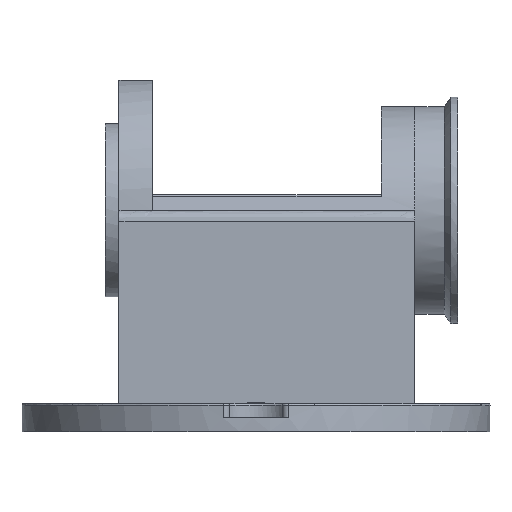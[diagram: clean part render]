
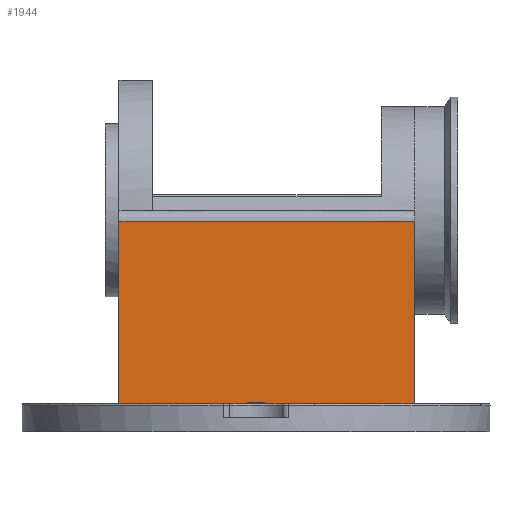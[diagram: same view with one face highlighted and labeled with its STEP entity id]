
A CAD part, front view. The second image highlights one B-rep face of the part: STEP entity #1944.
In plain terms, the highlighted free-form (B-spline) face has degree [1, 1] with [2, 2] control points.
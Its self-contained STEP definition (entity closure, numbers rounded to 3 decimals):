
#119 = CARTESIAN_POINT ( 'NONE',  ( 0.342, -12.938, -17.653 ) ) ;
#197 = CARTESIAN_POINT ( 'NONE',  ( -11.557, -12.938, -16.897 ) ) ;
#235 = VERTEX_POINT ( 'NONE', #8945 ) ;
#294 = CARTESIAN_POINT ( 'NONE',  ( -11.557, -12.938, -4.863 ) ) ;
#321 = EDGE_CURVE ( 'NONE', #4814, #6509, #827, .T. ) ;
#495 = VERTEX_POINT ( 'NONE', #8667 ) ;
#587 = ORIENTED_EDGE ( 'NONE', *, *, #1199, .T. ) ;
#636 = CARTESIAN_POINT ( 'NONE',  ( -11.557, -12.938, -19.05 ) ) ;
#744 = EDGE_CURVE ( 'NONE', #8546, #4814, #9197, .T. ) ;
#827 = B_SPLINE_CURVE_WITH_KNOTS ( 'NONE', 3,
 ( #4234, #7467, #197, #636 ),
 .UNSPECIFIED., .F., .F.,
 ( 4, 4 ),
 ( 0., 1. ),
 .UNSPECIFIED. ) ;
#967 = CARTESIAN_POINT ( 'NONE',  ( 0.182, -12.938, -17.775 ) ) ;
#985 = CARTESIAN_POINT ( 'NONE',  ( -11.557, -12.938, -8.726 ) ) ;
#1145 = CARTESIAN_POINT ( 'NONE',  ( 15.621, -12.938, -1. ) ) ;
#1199 = EDGE_CURVE ( 'NONE', #8328, #4743, #4641, .T. ) ;
#1268 = CARTESIAN_POINT ( 'NONE',  ( 15.621, -12.938, -1. ) ) ;
#1504 = B_SPLINE_CURVE_WITH_KNOTS ( 'NONE', 1,
 ( #8641, #6168 ),
 .UNSPECIFIED., .F., .F.,
 ( 2, 2 ),
 ( 0., 1. ),
 .UNSPECIFIED. ) ;
#1564 = B_SPLINE_CURVE_WITH_KNOTS ( 'NONE', 1,
 ( #4389, #9320 ),
 .UNSPECIFIED., .F., .F.,
 ( 2, 2 ),
 ( 0., 1. ),
 .UNSPECIFIED. ) ;
#1944 = ADVANCED_FACE ( 'NONE', ( #4807 ), #6511, .T. ) ;
#2072 = ORIENTED_EDGE ( 'NONE', *, *, #7210, .T. ) ;
#2252 = EDGE_CURVE ( 'NONE', #3232, #8332, #9519, .T. ) ;
#2299 = CARTESIAN_POINT ( 'NONE',  ( -11.72, -12.938, -1. ) ) ;
#2338 = B_SPLINE_CURVE_WITH_KNOTS ( 'NONE', 3,
 ( #8518, #6734, #7513, #1145 ),
 .UNSPECIFIED., .F., .F.,
 ( 4, 4 ),
 ( 0., 1. ),
 .UNSPECIFIED. ) ;
#2564 = CARTESIAN_POINT ( 'NONE',  ( 15.621, -12.938, -19.05 ) ) ;
#2598 = CARTESIAN_POINT ( 'NONE',  ( 15.621, -12.938, -12.59 ) ) ;
#2932 = B_SPLINE_CURVE_WITH_KNOTS ( 'NONE', 3,
 ( #5971, #9141, #4410, #8391, #8338, #7546 ),
 .UNSPECIFIED., .F., .F.,
 ( 4, 2, 4 ),
 ( 0., 0.785, 1.571 ),
 .UNSPECIFIED. ) ;
#3078 = ORIENTED_EDGE ( 'NONE', *, *, #744, .T. ) ;
#3232 = VERTEX_POINT ( 'NONE', #5493 ) ;
#3402 = CARTESIAN_POINT ( 'NONE',  ( 1.909, -12.938, -19.05 ) ) ;
#3903 = CARTESIAN_POINT ( 'NONE',  ( -11.557, -12.938, -12.59 ) ) ;
#4090 = CARTESIAN_POINT ( 'NONE',  ( 0.155, -12.938, -17.907 ) ) ;
#4187 = B_SPLINE_CURVE_WITH_KNOTS ( 'NONE', 3,
 ( #4090, #5004, #967, #7389, #119, #9833 ),
 .UNSPECIFIED., .F., .F.,
 ( 4, 2, 4 ),
 ( 0., 0.785, 1.571 ),
 .UNSPECIFIED. ) ;
#4234 = CARTESIAN_POINT ( 'NONE',  ( -11.557, -12.938, -12.59 ) ) ;
#4363 = EDGE_CURVE ( 'NONE', #235, #5470, #4719, .T. ) ;
#4389 = CARTESIAN_POINT ( 'NONE',  ( -11.557, -12.938, -19.05 ) ) ;
#4410 = CARTESIAN_POINT ( 'NONE',  ( 1.787, -12.938, -17.68 ) ) ;
#4641 = B_SPLINE_CURVE_WITH_KNOTS ( 'NONE', 1,
 ( #6818, #3402 ),
 .UNSPECIFIED., .F., .F.,
 ( 2, 2 ),
 ( 0., 1. ),
 .UNSPECIFIED. ) ;
#4719 = B_SPLINE_CURVE_WITH_KNOTS ( 'NONE', 1,
 ( #6827, #7363 ),
 .UNSPECIFIED., .F., .F.,
 ( 2, 2 ),
 ( 0., 1. ),
 .UNSPECIFIED. ) ;
#4743 = VERTEX_POINT ( 'NONE', #7547 ) ;
#4778 = ORIENTED_EDGE ( 'NONE', *, *, #9922, .T. ) ;
#4807 = FACE_OUTER_BOUND ( 'NONE', #6207, .T. ) ;
#4814 = VERTEX_POINT ( 'NONE', #3903 ) ;
#4851 = VERTEX_POINT ( 'NONE', #10495 ) ;
#5004 = CARTESIAN_POINT ( 'NONE',  ( 0.155, -12.938, -17.84 ) ) ;
#5031 = EDGE_CURVE ( 'NONE', #6509, #495, #1564, .T. ) ;
#5072 = CARTESIAN_POINT ( 'NONE',  ( -11.557, -12.938, -12.59 ) ) ;
#5470 = VERTEX_POINT ( 'NONE', #8007 ) ;
#5493 = CARTESIAN_POINT ( 'NONE',  ( 15.621, -12.938, -19.05 ) ) ;
#5519 = EDGE_CURVE ( 'NONE', #495, #7700, #6012, .T. ) ;
#5580 = CARTESIAN_POINT ( 'NONE',  ( 0.155, -12.938, -17.907 ) ) ;
#5670 = CARTESIAN_POINT ( 'NONE',  ( 15.621, -12.938, -1. ) ) ;
#5826 = CARTESIAN_POINT ( 'NONE',  ( 15.621, -12.938, -12.59 ) ) ;
#5971 = CARTESIAN_POINT ( 'NONE',  ( 1.655, -12.938, -17.653 ) ) ;
#6012 = B_SPLINE_CURVE_WITH_KNOTS ( 'NONE', 1,
 ( #7109, #5580 ),
 .UNSPECIFIED., .F., .F.,
 ( 2, 2 ),
 ( 0., 1. ),
 .UNSPECIFIED. ) ;
#6113 = CARTESIAN_POINT ( 'NONE',  ( -11.557, -12.938, -1. ) ) ;
#6168 = CARTESIAN_POINT ( 'NONE',  ( 15.621, -12.938, -19.05 ) ) ;
#6207 = EDGE_LOOP ( 'NONE', ( #2072, #8907, #4778, #7328, #3078, #7383, #9843, #8045, #9012, #6711, #7737, #587 ) ) ;
#6509 = VERTEX_POINT ( 'NONE', #7208 ) ;
#6511 = B_SPLINE_SURFACE_WITH_KNOTS ( 'NONE', 1, 1, ( 
 ( #2299, #5670 ),
 ( #7036, #8088 ) ),
 .UNSPECIFIED., .F., .F., .F.,
 ( 2, 2 ),
 ( 2, 2 ),
 ( 0., 1. ),
 ( 0., 1. ),
 .UNSPECIFIED. ) ;
#6546 = CARTESIAN_POINT ( 'NONE',  ( 1.909, -12.938, -17.907 ) ) ;
#6711 = ORIENTED_EDGE ( 'NONE', *, *, #4363, .T. ) ;
#6734 = CARTESIAN_POINT ( 'NONE',  ( 15.621, -12.938, -8.726 ) ) ;
#6818 = CARTESIAN_POINT ( 'NONE',  ( 1.909, -12.938, -17.907 ) ) ;
#6827 = CARTESIAN_POINT ( 'NONE',  ( 0.409, -12.938, -17.653 ) ) ;
#7036 = CARTESIAN_POINT ( 'NONE',  ( -11.72, -12.938, -19.05 ) ) ;
#7109 = CARTESIAN_POINT ( 'NONE',  ( 0.155, -12.938, -19.05 ) ) ;
#7208 = CARTESIAN_POINT ( 'NONE',  ( -11.557, -12.938, -19.05 ) ) ;
#7210 = EDGE_CURVE ( 'NONE', #4743, #3232, #1504, .T. ) ;
#7328 = ORIENTED_EDGE ( 'NONE', *, *, #9279, .T. ) ;
#7363 = CARTESIAN_POINT ( 'NONE',  ( 1.655, -12.938, -17.653 ) ) ;
#7383 = ORIENTED_EDGE ( 'NONE', *, *, #321, .T. ) ;
#7389 = CARTESIAN_POINT ( 'NONE',  ( 0.277, -12.938, -17.68 ) ) ;
#7467 = CARTESIAN_POINT ( 'NONE',  ( -11.557, -12.938, -14.743 ) ) ;
#7513 = CARTESIAN_POINT ( 'NONE',  ( 15.621, -12.938, -4.863 ) ) ;
#7546 = CARTESIAN_POINT ( 'NONE',  ( 1.909, -12.938, -17.907 ) ) ;
#7547 = CARTESIAN_POINT ( 'NONE',  ( 1.909, -12.938, -19.05 ) ) ;
#7700 = VERTEX_POINT ( 'NONE', #10492 ) ;
#7737 = ORIENTED_EDGE ( 'NONE', *, *, #8060, .T. ) ;
#8007 = CARTESIAN_POINT ( 'NONE',  ( 1.655, -12.938, -17.653 ) ) ;
#8045 = ORIENTED_EDGE ( 'NONE', *, *, #5519, .T. ) ;
#8060 = EDGE_CURVE ( 'NONE', #5470, #8328, #2932, .T. ) ;
#8088 = CARTESIAN_POINT ( 'NONE',  ( 15.621, -12.938, -19.05 ) ) ;
#8328 = VERTEX_POINT ( 'NONE', #6546 ) ;
#8332 = VERTEX_POINT ( 'NONE', #2598 ) ;
#8338 = CARTESIAN_POINT ( 'NONE',  ( 1.909, -12.938, -17.84 ) ) ;
#8350 = CARTESIAN_POINT ( 'NONE',  ( -11.557, -12.938, -1. ) ) ;
#8356 = B_SPLINE_CURVE_WITH_KNOTS ( 'NONE', 1,
 ( #1268, #8536 ),
 .UNSPECIFIED., .F., .F.,
 ( 2, 2 ),
 ( 0., 1. ),
 .UNSPECIFIED. ) ;
#8391 = CARTESIAN_POINT ( 'NONE',  ( 1.882, -12.938, -17.775 ) ) ;
#8518 = CARTESIAN_POINT ( 'NONE',  ( 15.621, -12.938, -12.59 ) ) ;
#8536 = CARTESIAN_POINT ( 'NONE',  ( -11.557, -12.938, -1. ) ) ;
#8546 = VERTEX_POINT ( 'NONE', #6113 ) ;
#8641 = CARTESIAN_POINT ( 'NONE',  ( 1.909, -12.938, -19.05 ) ) ;
#8667 = CARTESIAN_POINT ( 'NONE',  ( 0.155, -12.938, -19.05 ) ) ;
#8907 = ORIENTED_EDGE ( 'NONE', *, *, #2252, .T. ) ;
#8945 = CARTESIAN_POINT ( 'NONE',  ( 0.409, -12.938, -17.653 ) ) ;
#9012 = ORIENTED_EDGE ( 'NONE', *, *, #9234, .T. ) ;
#9141 = CARTESIAN_POINT ( 'NONE',  ( 1.722, -12.938, -17.653 ) ) ;
#9197 = B_SPLINE_CURVE_WITH_KNOTS ( 'NONE', 3,
 ( #8350, #294, #985, #5072 ),
 .UNSPECIFIED., .F., .F.,
 ( 4, 4 ),
 ( 0., 1. ),
 .UNSPECIFIED. ) ;
#9234 = EDGE_CURVE ( 'NONE', #7700, #235, #4187, .T. ) ;
#9279 = EDGE_CURVE ( 'NONE', #4851, #8546, #8356, .T. ) ;
#9320 = CARTESIAN_POINT ( 'NONE',  ( 0.155, -12.938, -19.05 ) ) ;
#9519 = B_SPLINE_CURVE_WITH_KNOTS ( 'NONE', 1,
 ( #2564, #5826 ),
 .UNSPECIFIED., .F., .F.,
 ( 2, 2 ),
 ( 0., 1. ),
 .UNSPECIFIED. ) ;
#9833 = CARTESIAN_POINT ( 'NONE',  ( 0.409, -12.938, -17.653 ) ) ;
#9843 = ORIENTED_EDGE ( 'NONE', *, *, #5031, .T. ) ;
#9922 = EDGE_CURVE ( 'NONE', #8332, #4851, #2338, .T. ) ;
#10492 = CARTESIAN_POINT ( 'NONE',  ( 0.155, -12.938, -17.907 ) ) ;
#10495 = CARTESIAN_POINT ( 'NONE',  ( 15.621, -12.938, -1. ) ) ;
